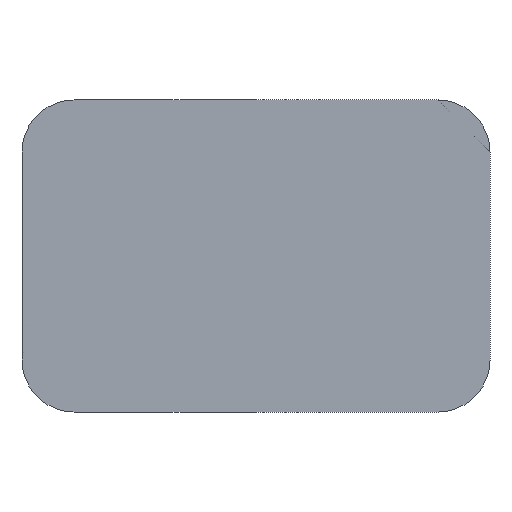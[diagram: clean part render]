
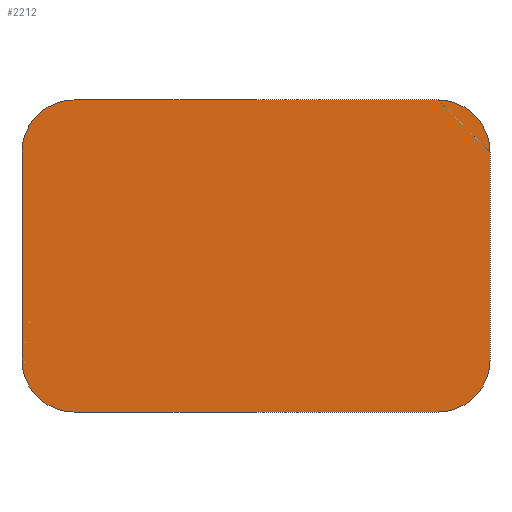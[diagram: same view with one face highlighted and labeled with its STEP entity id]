
A CAD part, front view. The second image highlights one B-rep face of the part: STEP entity #2212.
In plain terms, the highlighted planar face has unit normal (0, -1, 0).
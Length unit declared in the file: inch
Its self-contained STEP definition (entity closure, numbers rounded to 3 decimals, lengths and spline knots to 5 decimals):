
#2 = EDGE_CURVE ( 'NONE', #438, #1637, #1480, .T. ) ;
#249 = DIRECTION ( 'NONE',  ( 0., 0., 1. ) ) ;
#270 = CARTESIAN_POINT ( 'NONE',  ( 0.4375, 0., -0.25 ) ) ;
#330 = CARTESIAN_POINT ( 'NONE',  ( -0.61807, 0., -0.375 ) ) ;
#336 = EDGE_CURVE ( 'NONE', #1947, #2647, #1732, .T. ) ;
#374 = EDGE_CURVE ( 'NONE', #1637, #733, #1864, .T. ) ;
#397 = LINE ( 'NONE', #842, #2568 ) ;
#438 = VERTEX_POINT ( 'NONE', #1588 ) ;
#451 = CARTESIAN_POINT ( 'NONE',  ( 0.4375, 0., -0.375 ) ) ;
#458 = DIRECTION ( 'NONE',  ( 0., -1., 0. ) ) ;
#502 = FACE_OUTER_BOUND ( 'NONE', #1812, .T. ) ;
#532 = ORIENTED_EDGE ( 'NONE', *, *, #2508, .T. ) ;
#591 = ORIENTED_EDGE ( 'NONE', *, *, #374, .T. ) ;
#696 = EDGE_CURVE ( 'NONE', #1945, #438, #397, .T. ) ;
#699 = DIRECTION ( 'NONE',  ( -1., 0., 0. ) ) ;
#700 = VERTEX_POINT ( 'NONE', #2495 ) ;
#716 = AXIS2_PLACEMENT_3D ( 'NONE', #270, #888, #1065 ) ;
#733 = VERTEX_POINT ( 'NONE', #1895 ) ;
#737 = PLANE ( 'NONE',  #1417 ) ;
#740 = ORIENTED_EDGE ( 'NONE', *, *, #2268, .F. ) ;
#842 = CARTESIAN_POINT ( 'NONE',  ( 0.5625, 0., -0.285 ) ) ;
#888 = DIRECTION ( 'NONE',  ( 0., -1., 0. ) ) ;
#958 = CARTESIAN_POINT ( 'NONE',  ( 0.4375, 0., 0.25 ) ) ;
#989 = EDGE_CURVE ( 'NONE', #2496, #1945, #2530, .T. ) ;
#1033 = DIRECTION ( 'NONE',  ( 0., 0., 1. ) ) ;
#1063 = LINE ( 'NONE', #330, #1302 ) ;
#1065 = DIRECTION ( 'NONE',  ( 0., 0., 1. ) ) ;
#1095 = CARTESIAN_POINT ( 'NONE',  ( 0.5625, 0., -0.25 ) ) ;
#1140 = DIRECTION ( 'NONE',  ( 0., 0., 1. ) ) ;
#1207 = ORIENTED_EDGE ( 'NONE', *, *, #336, .T. ) ;
#1217 = ORIENTED_EDGE ( 'NONE', *, *, #2621, .F. ) ;
#1302 = VECTOR ( 'NONE', #2231, 39.37008 ) ;
#1322 = CARTESIAN_POINT ( 'NONE',  ( -0.4375, 0., 0.25 ) ) ;
#1390 = DIRECTION ( 'NONE',  ( 0., -1., 0. ) ) ;
#1398 = AXIS2_PLACEMENT_3D ( 'NONE', #1322, #458, #249 ) ;
#1417 = AXIS2_PLACEMENT_3D ( 'NONE', #2418, #2198, #2627 ) ;
#1480 = CIRCLE ( 'NONE', #2035, 0.125 ) ;
#1524 = CARTESIAN_POINT ( 'NONE',  ( 0.4375, 0., 0.375 ) ) ;
#1535 = CARTESIAN_POINT ( 'NONE',  ( -0.61807, 0., 0.375 ) ) ;
#1588 = CARTESIAN_POINT ( 'NONE',  ( 0.5625, 0., 0.25 ) ) ;
#1603 = VECTOR ( 'NONE', #699, 39.37008 ) ;
#1618 = ORIENTED_EDGE ( 'NONE', *, *, #989, .T. ) ;
#1637 = VERTEX_POINT ( 'NONE', #1524 ) ;
#1724 = CARTESIAN_POINT ( 'NONE',  ( -0.5625, 0., -0.25 ) ) ;
#1732 = CIRCLE ( 'NONE', #2276, 0.125 ) ;
#1812 = EDGE_LOOP ( 'NONE', ( #1207, #740, #1618, #2328, #2520, #591, #532, #1217 ) ) ;
#1855 = LINE ( 'NONE', #2556, #2146 ) ;
#1864 = LINE ( 'NONE', #1535, #1603 ) ;
#1895 = CARTESIAN_POINT ( 'NONE',  ( -0.4375, 0., 0.375 ) ) ;
#1915 = DIRECTION ( 'NONE',  ( 0., 0., 1. ) ) ;
#1945 = VERTEX_POINT ( 'NONE', #1095 ) ;
#1947 = VERTEX_POINT ( 'NONE', #1724 ) ;
#1948 = CARTESIAN_POINT ( 'NONE',  ( -0.4375, 0., -0.25 ) ) ;
#2035 = AXIS2_PLACEMENT_3D ( 'NONE', #958, #1390, #2036 ) ;
#2036 = DIRECTION ( 'NONE',  ( 0., 0., 1. ) ) ;
#2146 = VECTOR ( 'NONE', #1915, 39.37008 ) ;
#2198 = DIRECTION ( 'NONE',  ( 0., 1., 0. ) ) ;
#2212 = ADVANCED_FACE ( 'NONE', ( #502 ), #737, .F. ) ;
#2231 = DIRECTION ( 'NONE',  ( -1., 0., 0. ) ) ;
#2268 = EDGE_CURVE ( 'NONE', #2496, #2647, #1063, .T. ) ;
#2276 = AXIS2_PLACEMENT_3D ( 'NONE', #1948, #2617, #1140 ) ;
#2288 = CIRCLE ( 'NONE', #1398, 0.125 ) ;
#2328 = ORIENTED_EDGE ( 'NONE', *, *, #696, .T. ) ;
#2418 = CARTESIAN_POINT ( 'NONE',  ( -0.61807, 0., -0.375 ) ) ;
#2495 = CARTESIAN_POINT ( 'NONE',  ( -0.5625, 0., 0.25 ) ) ;
#2496 = VERTEX_POINT ( 'NONE', #451 ) ;
#2508 = EDGE_CURVE ( 'NONE', #733, #700, #2288, .T. ) ;
#2520 = ORIENTED_EDGE ( 'NONE', *, *, #2, .T. ) ;
#2530 = CIRCLE ( 'NONE', #716, 0.125 ) ;
#2556 = CARTESIAN_POINT ( 'NONE',  ( -0.5625, 0., -0.285 ) ) ;
#2568 = VECTOR ( 'NONE', #1033, 39.37008 ) ;
#2604 = CARTESIAN_POINT ( 'NONE',  ( -0.4375, 0., -0.375 ) ) ;
#2617 = DIRECTION ( 'NONE',  ( 0., -1., 0. ) ) ;
#2621 = EDGE_CURVE ( 'NONE', #1947, #700, #1855, .T. ) ;
#2627 = DIRECTION ( 'NONE',  ( 0., 0., 1. ) ) ;
#2647 = VERTEX_POINT ( 'NONE', #2604 ) ;
